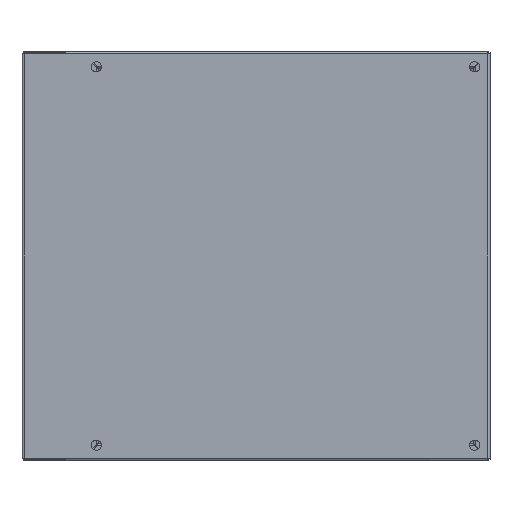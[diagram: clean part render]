
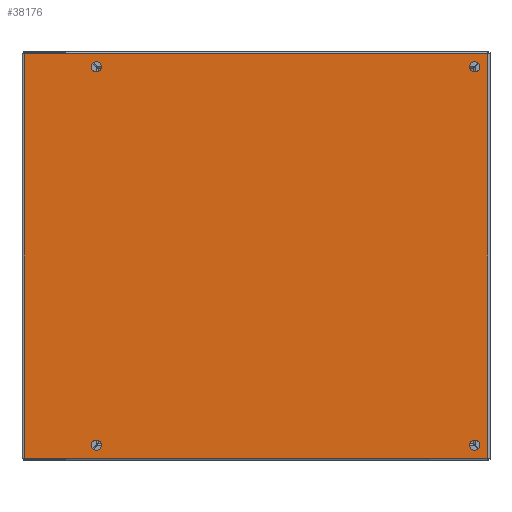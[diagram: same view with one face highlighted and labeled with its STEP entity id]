
A CAD part, left-side view. The second image highlights one B-rep face of the part: STEP entity #38176.
In plain terms, the highlighted face is planar.
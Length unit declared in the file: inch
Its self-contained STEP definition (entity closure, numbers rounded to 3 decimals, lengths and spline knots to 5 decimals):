
#1473 = CARTESIAN_POINT ( 'NONE',  ( 9.25, 0., 7.801 ) ) ;
#2166 = VERTEX_POINT ( 'NONE', #3817 ) ;
#2244 = DIRECTION ( 'NONE',  ( -1., 0., 0. ) ) ;
#2504 = ORIENTED_EDGE ( 'NONE', *, *, #26466, .T. ) ;
#2644 = EDGE_CURVE ( 'NONE', #5974, #22145, #13805, .T. ) ;
#2951 = CARTESIAN_POINT ( 'NONE',  ( -9.892, 0., -11.341 ) ) ;
#3468 = CARTESIAN_POINT ( 'NONE',  ( -9.25, 0., -10.699 ) ) ;
#3653 = DIRECTION ( 'NONE',  ( 0., -1., 0. ) ) ;
#3817 = CARTESIAN_POINT ( 'NONE',  ( -9., 0., 7.801 ) ) ;
#3887 = EDGE_CURVE ( 'NONE', #4288, #5474, #24068, .T. ) ;
#4208 = CIRCLE ( 'NONE', #25101, 0.25 ) ;
#4288 = VERTEX_POINT ( 'NONE', #20065 ) ;
#4326 = EDGE_CURVE ( 'NONE', #28546, #2166, #26684, .T. ) ;
#4352 = DIRECTION ( 'NONE',  ( -1., 0., 0. ) ) ;
#4473 = DIRECTION ( 'NONE',  ( 0., -1., 0. ) ) ;
#5474 = VERTEX_POINT ( 'NONE', #7006 ) ;
#5552 = CARTESIAN_POINT ( 'NONE',  ( 0., 0., -11.341 ) ) ;
#5974 = VERTEX_POINT ( 'NONE', #6974 ) ;
#6173 = EDGE_CURVE ( 'NONE', #24353, #22371, #9394, .T. ) ;
#6739 = CIRCLE ( 'NONE', #17266, 0.25 ) ;
#6974 = CARTESIAN_POINT ( 'NONE',  ( 9.892, 0., 11.32559 ) ) ;
#7006 = CARTESIAN_POINT ( 'NONE',  ( 9., 0., -10.699 ) ) ;
#7137 = DIRECTION ( 'NONE',  ( 0., -1., 0. ) ) ;
#7397 = CARTESIAN_POINT ( 'NONE',  ( 9.25, 0., -10.699 ) ) ;
#7399 = PLANE ( 'NONE',  #12487 ) ;
#7631 = DIRECTION ( 'NONE',  ( 0., 0., -1. ) ) ;
#7856 = ORIENTED_EDGE ( 'NONE', *, *, #27742, .T. ) ;
#8478 = CARTESIAN_POINT ( 'NONE',  ( -9.25, 0., 7.801 ) ) ;
#8503 = ORIENTED_EDGE ( 'NONE', *, *, #12923, .T. ) ;
#9394 = CIRCLE ( 'NONE', #15693, 0.25 ) ;
#9585 = CARTESIAN_POINT ( 'NONE',  ( 9., 0., 7.801 ) ) ;
#9941 = EDGE_LOOP ( 'NONE', ( #33566, #38292 ) ) ;
#9961 = VERTEX_POINT ( 'NONE', #2951 ) ;
#10325 = FACE_BOUND ( 'NONE', #9941, .T. ) ;
#10374 = CARTESIAN_POINT ( 'NONE',  ( 0., 0., 0. ) ) ;
#10758 = AXIS2_PLACEMENT_3D ( 'NONE', #3468, #30769, #12479 ) ;
#10808 = CIRCLE ( 'NONE', #19928, 0.25 ) ;
#11340 = LINE ( 'NONE', #14048, #23056 ) ;
#11404 = VERTEX_POINT ( 'NONE', #37647 ) ;
#11498 = ORIENTED_EDGE ( 'NONE', *, *, #4326, .T. ) ;
#11508 = DIRECTION ( 'NONE',  ( -1., 0., 0. ) ) ;
#12479 = DIRECTION ( 'NONE',  ( -1., 0., 0. ) ) ;
#12487 = AXIS2_PLACEMENT_3D ( 'NONE', #10374, #22555, #31441 ) ;
#12923 = EDGE_CURVE ( 'NONE', #9961, #34499, #35793, .T. ) ;
#13031 = CARTESIAN_POINT ( 'NONE',  ( -9.25, 0., -10.699 ) ) ;
#13618 = DIRECTION ( 'NONE',  ( 0., -1., 0. ) ) ;
#13805 = LINE ( 'NONE', #16482, #26802 ) ;
#14048 = CARTESIAN_POINT ( 'NONE',  ( 0., 0., 11.32559 ) ) ;
#14079 = ORIENTED_EDGE ( 'NONE', *, *, #34366, .T. ) ;
#14445 = CARTESIAN_POINT ( 'NONE',  ( -9.892, 0., 11.32559 ) ) ;
#14889 = CARTESIAN_POINT ( 'NONE',  ( -9.5, 0., 7.801 ) ) ;
#15001 = FACE_BOUND ( 'NONE', #18048, .T. ) ;
#15693 = AXIS2_PLACEMENT_3D ( 'NONE', #32311, #38273, #2244 ) ;
#16451 = ORIENTED_EDGE ( 'NONE', *, *, #3887, .T. ) ;
#16482 = CARTESIAN_POINT ( 'NONE',  ( 9.892, 0., 0. ) ) ;
#16740 = EDGE_CURVE ( 'NONE', #11404, #37365, #36591, .T. ) ;
#17035 = EDGE_LOOP ( 'NONE', ( #37411, #2504, #8503, #14079 ) ) ;
#17224 = DIRECTION ( 'NONE',  ( 0., -1., 0. ) ) ;
#17266 = AXIS2_PLACEMENT_3D ( 'NONE', #1473, #4473, #28674 ) ;
#18048 = EDGE_LOOP ( 'NONE', ( #23940, #36265 ) ) ;
#18846 = EDGE_LOOP ( 'NONE', ( #11498, #23769 ) ) ;
#19492 = EDGE_CURVE ( 'NONE', #22371, #24353, #6739, .T. ) ;
#19506 = CARTESIAN_POINT ( 'NONE',  ( 9.892, 0., -11.341 ) ) ;
#19928 = AXIS2_PLACEMENT_3D ( 'NONE', #7397, #7137, #28282 ) ;
#20065 = CARTESIAN_POINT ( 'NONE',  ( 9.5, 0., -10.699 ) ) ;
#20108 = CARTESIAN_POINT ( 'NONE',  ( 9.25, 0., -10.699 ) ) ;
#20155 = LINE ( 'NONE', #5552, #20637 ) ;
#20192 = EDGE_CURVE ( 'NONE', #37365, #11404, #22774, .T. ) ;
#20454 = DIRECTION ( 'NONE',  ( 0., -1., 0. ) ) ;
#20637 = VECTOR ( 'NONE', #23712, 39.37008 ) ;
#21551 = FACE_BOUND ( 'NONE', #25873, .T. ) ;
#22145 = VERTEX_POINT ( 'NONE', #19506 ) ;
#22202 = EDGE_CURVE ( 'NONE', #2166, #28546, #4208, .T. ) ;
#22371 = VERTEX_POINT ( 'NONE', #26722 ) ;
#22541 = CARTESIAN_POINT ( 'NONE',  ( -9.25, 0., 7.801 ) ) ;
#22555 = DIRECTION ( 'NONE',  ( 0., 1., 0. ) ) ;
#22774 = CIRCLE ( 'NONE', #36192, 0.25 ) ;
#22921 = AXIS2_PLACEMENT_3D ( 'NONE', #20108, #17224, #11508 ) ;
#23056 = VECTOR ( 'NONE', #31598, 39.37008 ) ;
#23712 = DIRECTION ( 'NONE',  ( -1., 0., 0. ) ) ;
#23769 = ORIENTED_EDGE ( 'NONE', *, *, #22202, .T. ) ;
#23940 = ORIENTED_EDGE ( 'NONE', *, *, #6173, .T. ) ;
#24068 = CIRCLE ( 'NONE', #22921, 0.25 ) ;
#24353 = VERTEX_POINT ( 'NONE', #9585 ) ;
#25101 = AXIS2_PLACEMENT_3D ( 'NONE', #22541, #13618, #4352 ) ;
#25873 = EDGE_LOOP ( 'NONE', ( #7856, #16451 ) ) ;
#26466 = EDGE_CURVE ( 'NONE', #22145, #9961, #20155, .T. ) ;
#26684 = CIRCLE ( 'NONE', #32065, 0.25 ) ;
#26722 = CARTESIAN_POINT ( 'NONE',  ( 9.5, 0., 7.801 ) ) ;
#26802 = VECTOR ( 'NONE', #7631, 39.37008 ) ;
#26945 = CARTESIAN_POINT ( 'NONE',  ( -9., 0., -10.699 ) ) ;
#27742 = EDGE_CURVE ( 'NONE', #5474, #4288, #10808, .T. ) ;
#28282 = DIRECTION ( 'NONE',  ( -1., 0., 0. ) ) ;
#28546 = VERTEX_POINT ( 'NONE', #14889 ) ;
#28674 = DIRECTION ( 'NONE',  ( -1., 0., 0. ) ) ;
#30326 = FACE_OUTER_BOUND ( 'NONE', #17035, .T. ) ;
#30581 = DIRECTION ( 'NONE',  ( -1., 0., 0. ) ) ;
#30769 = DIRECTION ( 'NONE',  ( 0., -1., 0. ) ) ;
#31188 = VECTOR ( 'NONE', #35207, 39.37008 ) ;
#31441 = DIRECTION ( 'NONE',  ( -1., 0., 0. ) ) ;
#31598 = DIRECTION ( 'NONE',  ( 1., 0., 0. ) ) ;
#32065 = AXIS2_PLACEMENT_3D ( 'NONE', #8478, #20454, #38094 ) ;
#32311 = CARTESIAN_POINT ( 'NONE',  ( 9.25, 0., 7.801 ) ) ;
#33566 = ORIENTED_EDGE ( 'NONE', *, *, #16740, .T. ) ;
#34366 = EDGE_CURVE ( 'NONE', #34499, #5974, #11340, .T. ) ;
#34499 = VERTEX_POINT ( 'NONE', #14445 ) ;
#35066 = CARTESIAN_POINT ( 'NONE',  ( -9.892, 0., 0. ) ) ;
#35207 = DIRECTION ( 'NONE',  ( 0., 0., 1. ) ) ;
#35423 = FACE_BOUND ( 'NONE', #18846, .T. ) ;
#35793 = LINE ( 'NONE', #35066, #31188 ) ;
#36192 = AXIS2_PLACEMENT_3D ( 'NONE', #13031, #3653, #30581 ) ;
#36265 = ORIENTED_EDGE ( 'NONE', *, *, #19492, .T. ) ;
#36591 = CIRCLE ( 'NONE', #10758, 0.25 ) ;
#37365 = VERTEX_POINT ( 'NONE', #26945 ) ;
#37411 = ORIENTED_EDGE ( 'NONE', *, *, #2644, .T. ) ;
#37647 = CARTESIAN_POINT ( 'NONE',  ( -9.5, 0., -10.699 ) ) ;
#38094 = DIRECTION ( 'NONE',  ( -1., 0., 0. ) ) ;
#38176 = ADVANCED_FACE ( 'NONE', ( #30326, #21551, #15001, #35423, #10325 ), #7399, .T. ) ;
#38273 = DIRECTION ( 'NONE',  ( 0., -1., 0. ) ) ;
#38292 = ORIENTED_EDGE ( 'NONE', *, *, #20192, .T. ) ;
